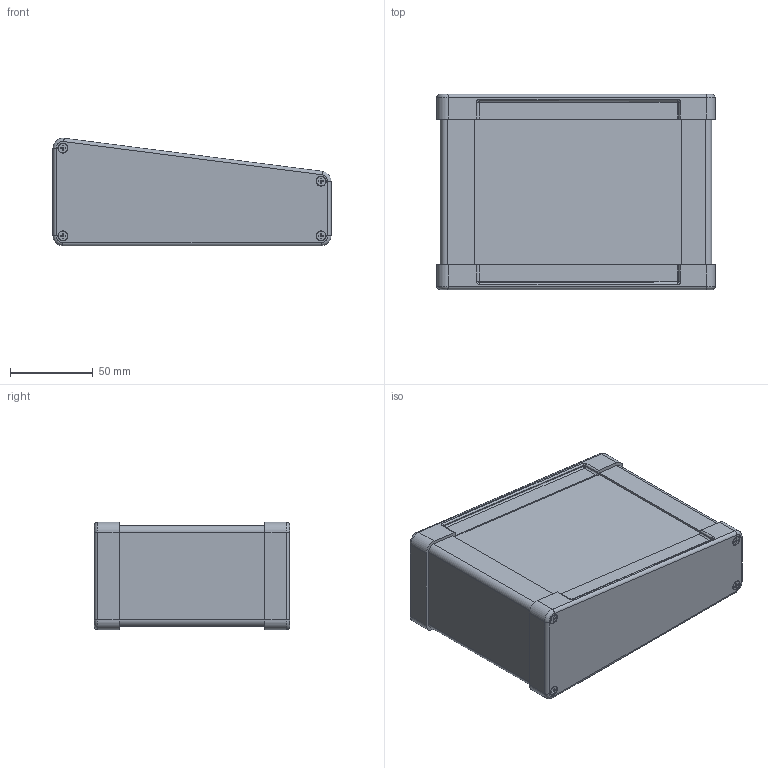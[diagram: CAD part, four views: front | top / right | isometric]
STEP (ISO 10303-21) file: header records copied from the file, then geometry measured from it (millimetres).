
FILE_DESCRIPTION(/* description */ (''),/* implementation_level */ '2;1');
FILE_NAME(/* name */ '1101100800 - TAST 1100.stp',/* time_stamp */ '2016-04-12T12:12:47+02:00',/* author */ ('Robin.Rentz'),/* organization */ (''),/* preprocessor_version */ 'ST-DEVELOPER v15.6',/* originating_system */ 'Autodesk Inventor 2015',/* authorisation */ '');
FILE_SCHEMA (('AUTOMOTIVE_DESIGN { 1 0 10303 214 3 1 1 }'));
Length unit declared in the file: millimetre
Products named in the file (7): Zuschnitt für TAST 1100; Frontplatte TAST 100; 1119100306 - Kappe TAST 61-41 - links; 1119100305 - Kappe TAST 61-41 - rechts; 1990000022 - C2,9 x 9,5 (DIN 7982); 1990000022 - C2,9 x 9,5 (DIN 7982)_MIR1; 1101100800 - TAST 1100
Bounding box: 168 x 118 x 64.99 mm (x, y, z)
Volume: 220315.8 mm3; surface area: 204319.4 mm2
Topology: 12 solids, 12 shells, 630 faces, 1724 edges, 1124 vertices
Faces by surface type: plane 466, cylinder 116, cone 24, torus 20, sphere 4
Full cylindrical faces by diameter (mm): 2.9 x8, 3.3 x8, 5.5 x8
Entity records: 15086 total; most frequent: CARTESIAN_POINT 2587, ORIENTED_EDGE 2524, DIRECTION 2478, EDGE_CURVE 1262, LINE 1020, VECTOR 1020, VERTEX_POINT 838, AXIS2_PLACEMENT_3D 729
